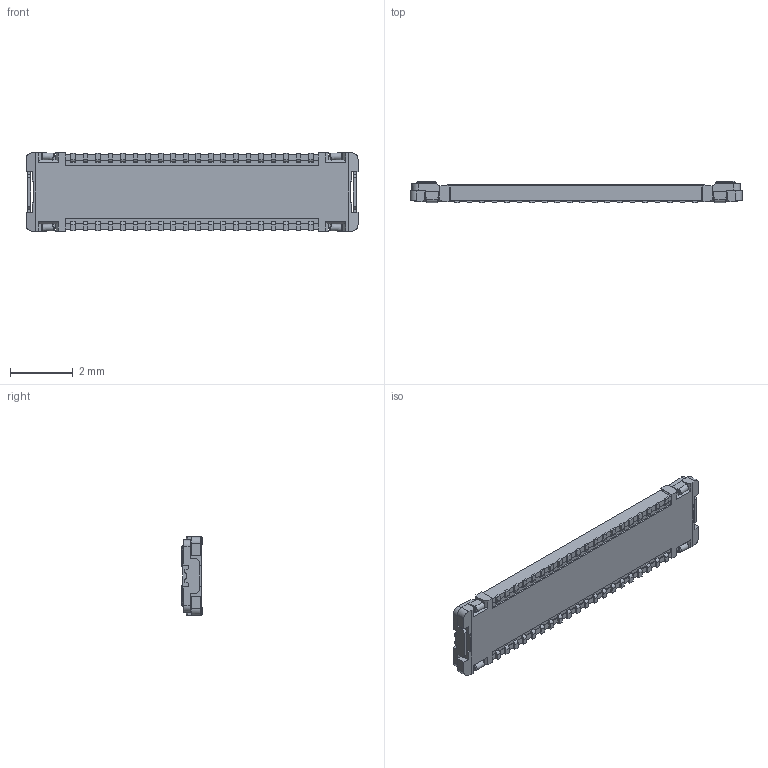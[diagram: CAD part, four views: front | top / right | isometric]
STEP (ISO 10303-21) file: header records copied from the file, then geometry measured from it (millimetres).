
FILE_DESCRIPTION (( 'STEP AP214' ), '1' );
FILE_NAME ('WP7B-S040VA1-R6000.STEP', '2019-03-19T01:47:33', ( '' ), ( '' ), 'SwSTEP 2.0', 'SolidWorks 2017', '' );
FILE_SCHEMA (( 'AUTOMOTIVE_DESIGN' ));
Length unit declared in the file: millimetre
Products named in the file (1): WP7B-S040VA1-R6000
Bounding box: 10.6 x 0.68 x 2.51 mm (x, y, z)
Volume: 10.6 mm3; surface area: 91.4 mm2
Topology: 43 solids, 43 shells, 759 faces, 1948 edges, 1276 vertices
Faces by surface type: plane 611, cylinder 120, cone 28
Entity records: 23218 total; most frequent: CARTESIAN_POINT 4400, ORIENTED_EDGE 3896, DIRECTION 3540, EDGE_CURVE 1948, LINE 1652, VECTOR 1652, VERTEX_POINT 1276, AXIS2_PLACEMENT_3D 944
